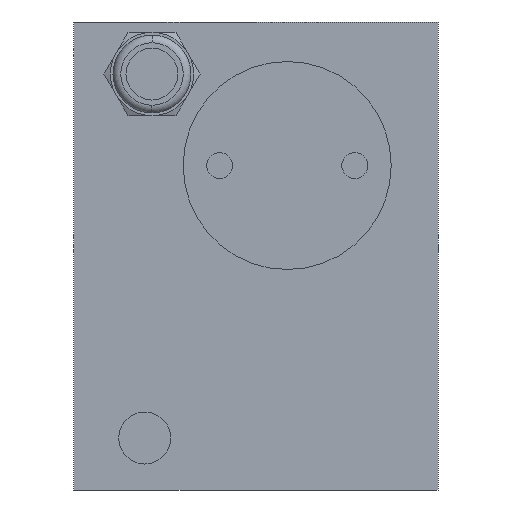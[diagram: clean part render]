
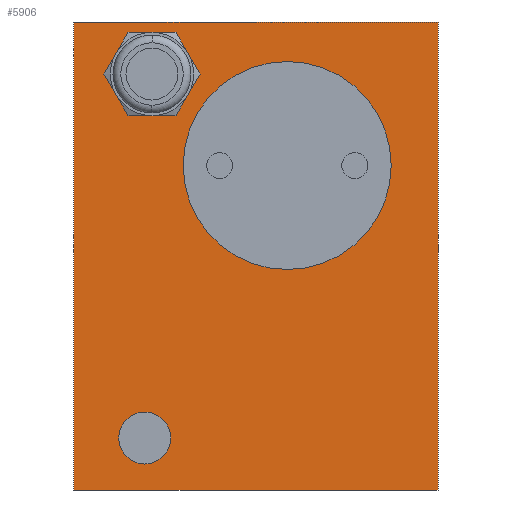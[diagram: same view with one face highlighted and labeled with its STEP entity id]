
A CAD part, left-side view. The second image highlights one B-rep face of the part: STEP entity #5906.
In plain terms, the highlighted planar face has unit normal (-1, 0, 0).
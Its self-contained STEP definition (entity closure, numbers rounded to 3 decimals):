
#17=DIRECTION('',(0.,-1.,0.));
#18=VECTOR('',#17,35.);
#19=CARTESIAN_POINT('',(0.,35.,0.));
#20=LINE('',#19,#18);
#683=DIRECTION('',(0.,0.,1.));
#684=VECTOR('',#683,45.);
#685=CARTESIAN_POINT('',(0.,35.,-45.));
#686=LINE('',#685,#684);
#727=DIRECTION('',(0.,-1.,0.));
#728=VECTOR('',#727,35.);
#729=CARTESIAN_POINT('',(0.,35.,-45.));
#730=LINE('',#729,#728);
#731=DIRECTION('',(0.,0.,1.));
#732=VECTOR('',#731,45.);
#733=CARTESIAN_POINT('',(0.,0.,-45.));
#734=LINE('',#733,#732);
#735=CARTESIAN_POINT('',(0.,14.5,-13.8));
#736=DIRECTION('',(1.,0.,0.));
#737=DIRECTION('',(0.,0.,-1.));
#738=AXIS2_PLACEMENT_3D('',#735,#736,#737);
#740=CARTESIAN_POINT('',(0.,14.5,-13.8));
#741=DIRECTION('',(1.,0.,0.));
#742=DIRECTION('',(0.,0.,1.));
#743=AXIS2_PLACEMENT_3D('',#740,#741,#742);
#745=CARTESIAN_POINT('',(0.,28.2,-40.));
#746=DIRECTION('',(1.,0.,0.));
#747=DIRECTION('',(0.,0.,-1.));
#748=AXIS2_PLACEMENT_3D('',#745,#746,#747);
#750=CARTESIAN_POINT('',(0.,28.2,-40.));
#751=DIRECTION('',(1.,0.,0.));
#752=DIRECTION('',(0.,0.,1.));
#753=AXIS2_PLACEMENT_3D('',#750,#751,#752);
#755=CARTESIAN_POINT('',(0.,27.5,-5.));
#756=DIRECTION('',(-1.,0.,0.));
#757=DIRECTION('',(0.,-0.866,0.5));
#758=AXIS2_PLACEMENT_3D('',#755,#756,#757);
#760=CARTESIAN_POINT('',(0.,27.5,-5.));
#761=DIRECTION('',(-1.,0.,0.));
#762=DIRECTION('',(0.,0.,1.));
#763=AXIS2_PLACEMENT_3D('',#760,#761,#762);
#765=CARTESIAN_POINT('',(0.,27.5,-5.));
#766=DIRECTION('',(-1.,0.,0.));
#767=DIRECTION('',(0.,0.866,0.5));
#768=AXIS2_PLACEMENT_3D('',#765,#766,#767);
#770=CARTESIAN_POINT('',(0.,27.5,-5.));
#771=DIRECTION('',(-1.,0.,0.));
#772=DIRECTION('',(0.,0.866,-0.5));
#773=AXIS2_PLACEMENT_3D('',#770,#771,#772);
#775=CARTESIAN_POINT('',(0.,27.5,-5.));
#776=DIRECTION('',(-1.,0.,0.));
#777=DIRECTION('',(0.,0.,-1.));
#778=AXIS2_PLACEMENT_3D('',#775,#776,#777);
#780=CARTESIAN_POINT('',(0.,27.5,-5.));
#781=DIRECTION('',(-1.,0.,0.));
#782=DIRECTION('',(0.,-0.866,-0.5));
#783=AXIS2_PLACEMENT_3D('',#780,#781,#782);
#4131=CARTESIAN_POINT('',(0.,0.,-45.));
#4132=VERTEX_POINT('',#4131);
#4133=CARTESIAN_POINT('',(0.,35.,-45.));
#4134=VERTEX_POINT('',#4133);
#4155=CARTESIAN_POINT('',(0.,0.,0.));
#4156=VERTEX_POINT('',#4155);
#4161=CARTESIAN_POINT('',(0.,35.,0.));
#4162=VERTEX_POINT('',#4161);
#4163=CARTESIAN_POINT('',(0.,14.5,-23.8));
#4164=CARTESIAN_POINT('',(0.,14.5,-3.8));
#4165=VERTEX_POINT('',#4163);
#4166=VERTEX_POINT('',#4164);
#4167=CARTESIAN_POINT('',(0.,28.2,-42.5));
#4168=CARTESIAN_POINT('',(0.,28.2,-37.5));
#4169=VERTEX_POINT('',#4167);
#4170=VERTEX_POINT('',#4168);
#5249=CARTESIAN_POINT('',(0.,24.036,-3.));
#5250=CARTESIAN_POINT('',(0.,27.5,-1.));
#5251=VERTEX_POINT('',#5249);
#5252=VERTEX_POINT('',#5250);
#5253=CARTESIAN_POINT('',(0.,30.964,-7.));
#5254=CARTESIAN_POINT('',(0.,27.5,-9.));
#5255=VERTEX_POINT('',#5253);
#5256=VERTEX_POINT('',#5254);
#5257=CARTESIAN_POINT('',(0.,24.036,-7.));
#5258=VERTEX_POINT('',#5257);
#5259=CARTESIAN_POINT('',(0.,30.964,-3.));
#5260=VERTEX_POINT('',#5259);
#5868=CARTESIAN_POINT('',(0.,17.5,-22.5));
#5869=DIRECTION('',(1.,0.,0.));
#5870=DIRECTION('',(0.,-1.,0.));
#5871=AXIS2_PLACEMENT_3D('',#5868,#5869,#5870);
#5872=PLANE('',#5871);
#5873=ORIENTED_EDGE('',*,*,#5753,.F.);
#5874=ORIENTED_EDGE('',*,*,#5839,.T.);
#5875=ORIENTED_EDGE('',*,*,#5288,.T.);
#5877=ORIENTED_EDGE('',*,*,#5876,.F.);
#5878=EDGE_LOOP('',(#5873,#5874,#5875,#5877));
#5879=FACE_OUTER_BOUND('',#5878,.F.);
#5881=ORIENTED_EDGE('',*,*,#5880,.F.);
#5883=ORIENTED_EDGE('',*,*,#5882,.F.);
#5884=EDGE_LOOP('',(#5881,#5883));
#5885=FACE_BOUND('',#5884,.F.);
#5887=ORIENTED_EDGE('',*,*,#5886,.F.);
#5889=ORIENTED_EDGE('',*,*,#5888,.F.);
#5890=EDGE_LOOP('',(#5887,#5889));
#5891=FACE_BOUND('',#5890,.F.);
#5893=ORIENTED_EDGE('',*,*,#5892,.T.);
#5895=ORIENTED_EDGE('',*,*,#5894,.T.);
#5897=ORIENTED_EDGE('',*,*,#5896,.T.);
#5899=ORIENTED_EDGE('',*,*,#5898,.T.);
#5901=ORIENTED_EDGE('',*,*,#5900,.T.);
#5903=ORIENTED_EDGE('',*,*,#5902,.T.);
#5904=EDGE_LOOP('',(#5893,#5895,#5897,#5899,#5901,#5903));
#5905=FACE_BOUND('',#5904,.F.);
#5906=ADVANCED_FACE('',(#5879,#5885,#5891,#5905),#5872,.F.);
#739=CIRCLE('',#738,10.);
#744=CIRCLE('',#743,10.);
#749=CIRCLE('',#748,2.5);
#754=CIRCLE('',#753,2.5);
#759=CIRCLE('',#758,4.);
#764=CIRCLE('',#763,4.);
#769=CIRCLE('',#768,4.);
#774=CIRCLE('',#773,4.);
#779=CIRCLE('',#778,4.);
#784=CIRCLE('',#783,4.);
#5288=EDGE_CURVE('',#4162,#4156,#20,.T.);
#5753=EDGE_CURVE('',#4134,#4132,#730,.T.);
#5839=EDGE_CURVE('',#4134,#4162,#686,.T.);
#5876=EDGE_CURVE('',#4132,#4156,#734,.T.);
#5880=EDGE_CURVE('',#4165,#4166,#739,.T.);
#5882=EDGE_CURVE('',#4166,#4165,#744,.T.);
#5886=EDGE_CURVE('',#4169,#4170,#749,.T.);
#5888=EDGE_CURVE('',#4170,#4169,#754,.T.);
#5892=EDGE_CURVE('',#5251,#5252,#759,.T.);
#5894=EDGE_CURVE('',#5252,#5260,#764,.T.);
#5896=EDGE_CURVE('',#5260,#5255,#769,.T.);
#5898=EDGE_CURVE('',#5255,#5256,#774,.T.);
#5900=EDGE_CURVE('',#5256,#5258,#779,.T.);
#5902=EDGE_CURVE('',#5258,#5251,#784,.T.);
